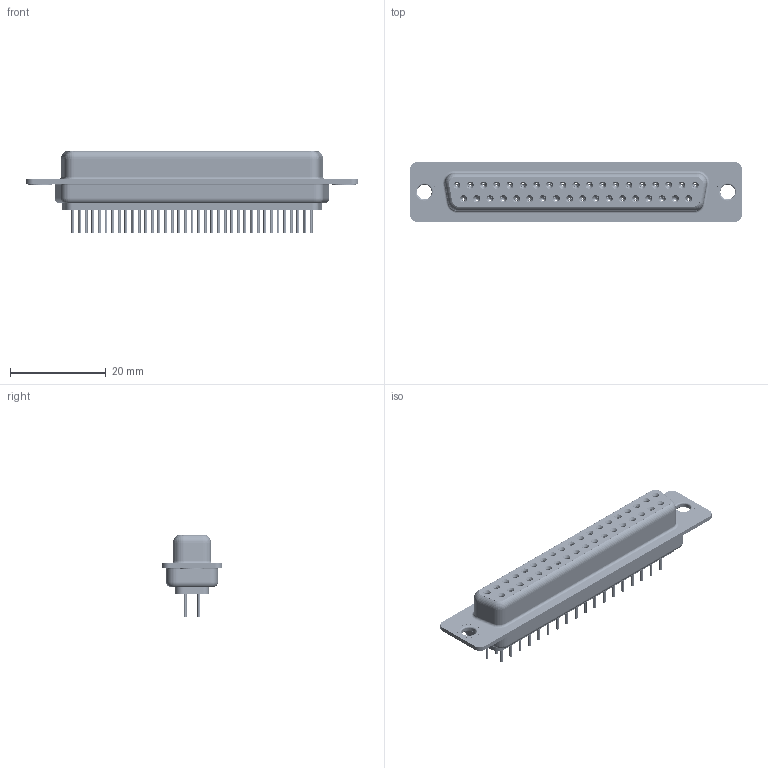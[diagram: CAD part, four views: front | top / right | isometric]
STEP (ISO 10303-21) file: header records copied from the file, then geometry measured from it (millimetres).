
FILE_DESCRIPTION (( 'STEP AP203' ), '1' );
FILE_NAME ('MHDD-37FNS-A1.STEP', '2025-11-12T18:12:39', ( '' ), ( '' ), 'SwSTEP 2.0', 'SolidWorks 2023', '' );
FILE_SCHEMA (( 'CONFIG_CONTROL_DESIGN' ));
Length unit declared in the file: millimetre
Products named in the file (7): MHDD Thru Hole Rivet; MHDD Contact Row 2_20L; MHDD Shell Rear_37 Contacts; MHDD Contact Row 1_20L; MHDD Shell Front_37 Contacts; MHDD Housing_37 LP; MHDD-37FNS-A1
Assembly tree (42 placements, depth 2):
  MHDD-37FNS-A1
    MHDD Housing_37 LP
    MHDD Shell Front_37 Contacts
    MHDD Shell Rear_37 Contacts
    MHDD Contact Row 1_20L  x19
    MHDD Contact Row 2_20L  x18
    MHDD Thru Hole Rivet  x2
Bounding box: 69.5 x 12.55 x 17.02 mm (x, y, z)
Volume: 5257 mm3; surface area: 12584.3 mm2
Topology: 42 solids, 42 shells, 4952 faces, 12591 edges, 7808 vertices
Faces by surface type: cylinder 1342, plane 1214, torus 1027, bspline 740, cone 629
Entity records: 30917 total; most frequent: CARTESIAN_POINT 7093, DIRECTION 4985, ORIENTED_EDGE 4362, EDGE_CURVE 2181, AXIS2_PLACEMENT_3D 2104, VERTEX_POINT 1375, CIRCLE 1161, EDGE_LOOP 1146
